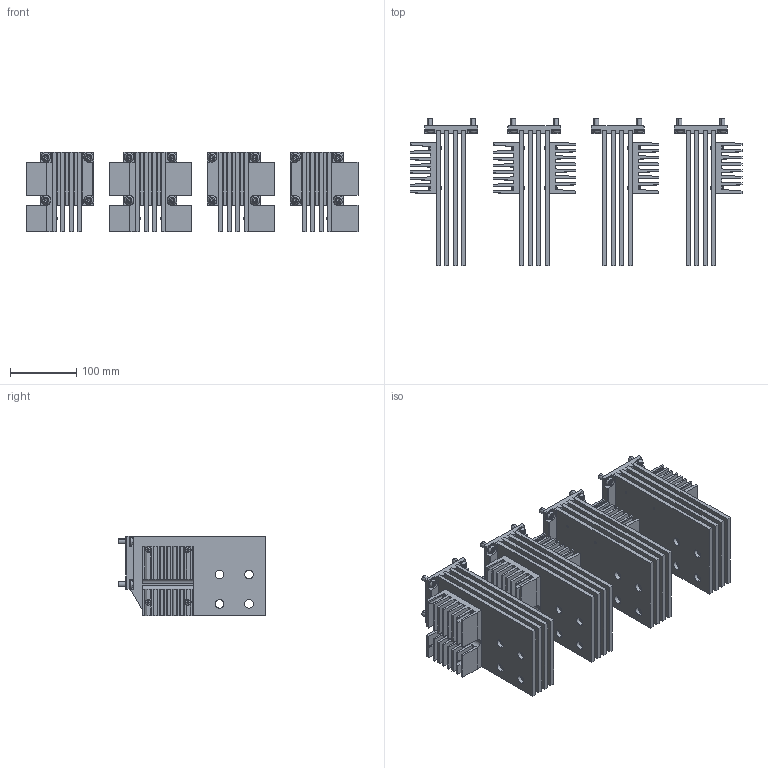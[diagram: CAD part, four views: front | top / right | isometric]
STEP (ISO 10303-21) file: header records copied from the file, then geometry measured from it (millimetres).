
FILE_DESCRIPTION(('CATIA V5 STEP Exchange'),'2;1');
FILE_NAME('1SDH001252R0374_1PA_001_00_1SDH001252R0374_1PA_001_00_E4.2_IV_W_TERM_V_UL_LOWER_3200A.stp','2015-12-02T15:59:07+00:00',('none'),('none'),'CATIA Version 5 Release 20 SP 6 (IN-10)','CATIA V5 STEP AP214','none');
FILE_SCHEMA(('AUTOMOTIVE_DESIGN { 1 0 10303 214 1 1 1 1 }'));
Products named in the file (1): 1SDH001252R0374_1PA_001_00_E4.2_IV_W_TERM_V_UL_LOWER_3200A
Bounding box: 502.7 x 223.4 x 120 mm (x, y, z)
Volume: 3322306.1 mm3; surface area: 1277548.1 mm2
Topology: 77 solids, 77 shells, 2059 faces, 5375 edges, 3490 vertices
Faces by surface type: plane 1270, cylinder 685, sphere 72, cone 32
Entity records: 62215 total; most frequent: CARTESIAN_POINT 15246, ORIENTED_EDGE 10686, DIRECTION 7195, EDGE_CURVE 5343, VERTEX_POINT 3490, VECTOR 3295, LINE 3295, AXIS2_PLACEMENT_3D 2678
